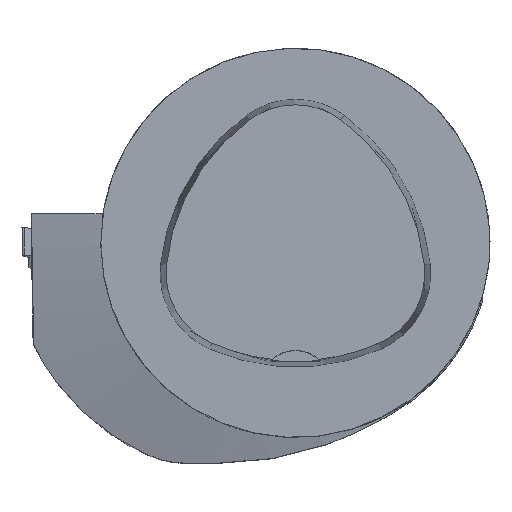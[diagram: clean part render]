
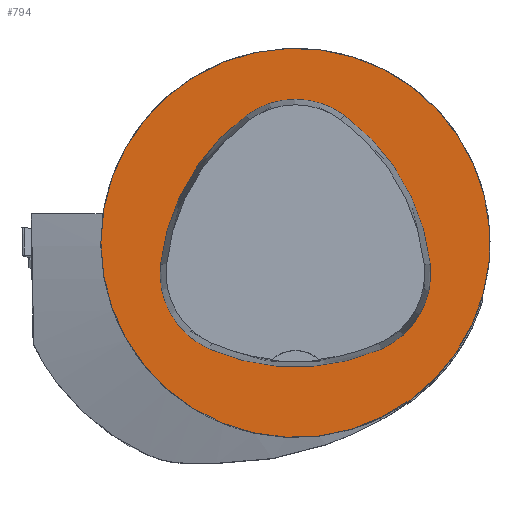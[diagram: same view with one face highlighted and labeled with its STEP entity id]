
A CAD part, top view. The second image highlights one B-rep face of the part: STEP entity #794.
In plain terms, the highlighted planar face has unit normal (0, 0, 1).
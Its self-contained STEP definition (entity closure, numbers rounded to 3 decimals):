
#211=PLANE('',#2411);
#794=ADVANCED_FACE('',(#872,#873),#211,.T.);
#872=FACE_BOUND('',#977,.T.);
#873=FACE_BOUND('',#978,.T.);
#977=EDGE_LOOP('',(#1500,#1501,#1502,#1503,#1504,#1505));
#978=EDGE_LOOP('',(#1506));
#1500=ORIENTED_EDGE('',*,*,#2083,.T.);
#1501=ORIENTED_EDGE('',*,*,#2063,.T.);
#1502=ORIENTED_EDGE('',*,*,#2067,.T.);
#1503=ORIENTED_EDGE('',*,*,#2070,.T.);
#1504=ORIENTED_EDGE('',*,*,#2073,.T.);
#1505=ORIENTED_EDGE('',*,*,#2081,.T.);
#1506=ORIENTED_EDGE('',*,*,#2054,.F.);
#1783=VERTEX_POINT('',#3822);
#1792=VERTEX_POINT('',#3841);
#1793=VERTEX_POINT('',#3842);
#1796=VERTEX_POINT('',#3850);
#1798=VERTEX_POINT('',#3856);
#1800=VERTEX_POINT('',#3862);
#1807=VERTEX_POINT('',#3883);
#2054=EDGE_CURVE('',#1783,#1783,#2154,.T.);
#2063=EDGE_CURVE('',#1792,#1793,#2155,.T.);
#2067=EDGE_CURVE('',#1793,#1796,#2157,.T.);
#2070=EDGE_CURVE('',#1796,#1798,#2159,.T.);
#2073=EDGE_CURVE('',#1798,#1800,#2161,.T.);
#2081=EDGE_CURVE('',#1800,#1807,#2165,.T.);
#2083=EDGE_CURVE('',#1807,#1792,#2167,.T.);
#2154=CIRCLE('',#2383,40.);
#2155=CIRCLE('',#2389,44.);
#2157=CIRCLE('',#2392,17.);
#2159=CIRCLE('',#2395,44.);
#2161=CIRCLE('',#2398,17.);
#2165=CIRCLE('',#2403,44.);
#2167=CIRCLE('',#2406,17.);
#2383=AXIS2_PLACEMENT_3D('',#3821,#2910,#2911);
#2389=AXIS2_PLACEMENT_3D('',#3840,#2926,#2927);
#2392=AXIS2_PLACEMENT_3D('',#3849,#2934,#2935);
#2395=AXIS2_PLACEMENT_3D('',#3855,#2941,#2942);
#2398=AXIS2_PLACEMENT_3D('',#3861,#2948,#2949);
#2403=AXIS2_PLACEMENT_3D('',#3884,#2960,#2961);
#2406=AXIS2_PLACEMENT_3D('',#3887,#2966,#2967);
#2411=AXIS2_PLACEMENT_3D('',#3892,#2976,#2977);
#2910=DIRECTION('',(0.,0.,-1.));
#2911=DIRECTION('',(-1.,0.,0.));
#2926=DIRECTION('',(0.,0.,-1.));
#2927=DIRECTION('',(-1.,0.,0.));
#2934=DIRECTION('',(0.,0.,-1.));
#2935=DIRECTION('',(-1.,0.,0.));
#2941=DIRECTION('',(0.,0.,-1.));
#2942=DIRECTION('',(-1.,0.,0.));
#2948=DIRECTION('',(0.,0.,-1.));
#2949=DIRECTION('',(-1.,0.,0.));
#2960=DIRECTION('',(0.,0.,-1.));
#2961=DIRECTION('',(-1.,0.,0.));
#2966=DIRECTION('',(0.,0.,-1.));
#2967=DIRECTION('',(-1.,0.,0.));
#2976=DIRECTION('',(0.,0.,1.));
#2977=DIRECTION('',(1.,0.,0.));
#3821=CARTESIAN_POINT('',(0.,0.,0.));
#3822=CARTESIAN_POINT('',(-40.,0.,0.));
#3840=CARTESIAN_POINT('',(16.01,-9.224,0.));
#3841=CARTESIAN_POINT('',(-27.722,-4.378,0.));
#3842=CARTESIAN_POINT('',(-10.119,26.178,0.));
#3849=CARTESIAN_POINT('',(-0.023,12.5,0.));
#3850=CARTESIAN_POINT('',(10.049,26.194,0.));
#3855=CARTESIAN_POINT('',(-16.021,-9.25,0.));
#3856=CARTESIAN_POINT('',(27.71,-4.394,0.));
#3861=CARTESIAN_POINT('',(10.814,-6.27,0.));
#3862=CARTESIAN_POINT('',(17.611,-21.852,0.));
#3883=CARTESIAN_POINT('',(-17.652,-21.819,0.));
#3884=CARTESIAN_POINT('',(0.017,18.477,0.));
#3887=CARTESIAN_POINT('',(-10.825,-6.25,0.));
#3892=CARTESIAN_POINT('',(0.,0.,0.));
